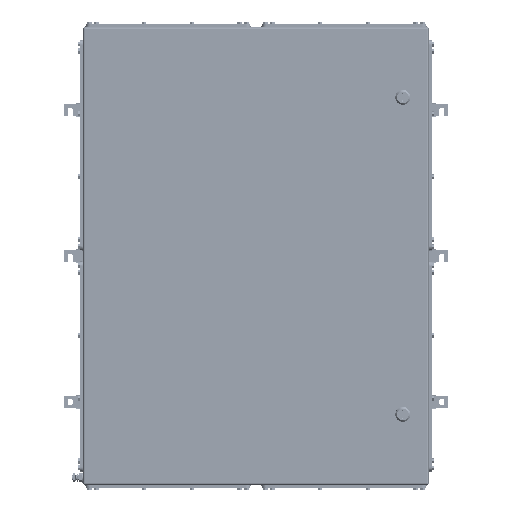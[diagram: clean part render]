
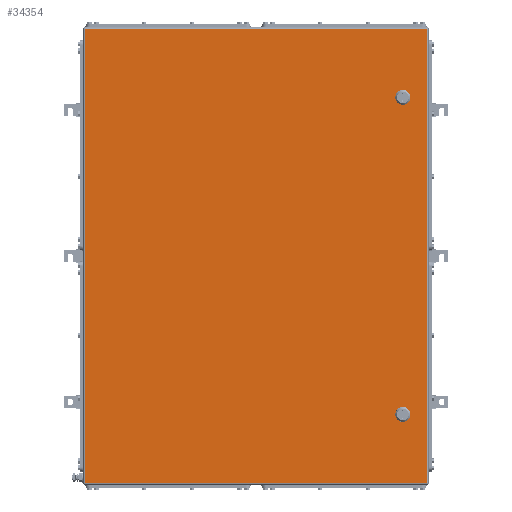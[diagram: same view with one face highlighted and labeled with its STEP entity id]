
A CAD part, top view. The second image highlights one B-rep face of the part: STEP entity #34354.
In plain terms, the highlighted planar face has unit normal (0, 0, 1).
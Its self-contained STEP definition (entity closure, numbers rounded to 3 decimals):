
#34142=AXIS2_PLACEMENT_3D('Circle Axis2P3D',#34140,#34141,$) ;
#34202=AXIS2_PLACEMENT_3D('Plane Axis2P3D',#34199,#34200,#34201) ;
#34240=AXIS2_PLACEMENT_3D('Circle Axis2P3D',#34238,#34239,$) ;
#34254=AXIS2_PLACEMENT_3D('Circle Axis2P3D',#34252,#34253,$) ;
#34268=AXIS2_PLACEMENT_3D('Circle Axis2P3D',#34266,#34267,$) ;
#34290=AXIS2_PLACEMENT_3D('Circle Axis2P3D',#34288,#34289,$) ;
#34306=AXIS2_PLACEMENT_3D('Circle Axis2P3D',#34304,#34305,$) ;
#34320=AXIS2_PLACEMENT_3D('Circle Axis2P3D',#34318,#34319,$) ;
#34334=AXIS2_PLACEMENT_3D('Circle Axis2P3D',#34332,#34333,$) ;
#34137=CARTESIAN_POINT('Vertex',(730.056,830.45,203.5)) ;
#34140=CARTESIAN_POINT('Axis2P3D Location',(725.,840.5,203.5)) ;
#34144=CARTESIAN_POINT('Vertex',(735.05,835.444,203.5)) ;
#34178=CARTESIAN_POINT('Vertex',(719.944,830.45,203.5)) ;
#34181=CARTESIAN_POINT('Line Origine',(725.,830.45,203.5)) ;
#34199=CARTESIAN_POINT('Axis2P3D Location',(410.5,501.,203.5)) ;
#34204=CARTESIAN_POINT('Line Origine',(410.5,987.5,203.5)) ;
#34208=CARTESIAN_POINT('Vertex',(777.,987.5,203.5)) ;
#34210=CARTESIAN_POINT('Vertex',(44.,987.5,203.5)) ;
#34213=CARTESIAN_POINT('Line Origine',(44.,501.,203.5)) ;
#34217=CARTESIAN_POINT('Vertex',(44.,14.5,203.5)) ;
#34220=CARTESIAN_POINT('Line Origine',(410.5,14.5,203.5)) ;
#34224=CARTESIAN_POINT('Vertex',(777.,14.5,203.5)) ;
#34227=CARTESIAN_POINT('Line Origine',(777.,501.,203.5)) ;
#34238=CARTESIAN_POINT('Axis2P3D Location',(725.,840.5,203.5)) ;
#34242=CARTESIAN_POINT('Vertex',(714.95,835.444,203.5)) ;
#34245=CARTESIAN_POINT('Line Origine',(714.95,840.5,203.5)) ;
#34249=CARTESIAN_POINT('Vertex',(714.95,845.556,203.5)) ;
#34252=CARTESIAN_POINT('Axis2P3D Location',(725.,840.5,203.5)) ;
#34256=CARTESIAN_POINT('Vertex',(719.944,850.55,203.5)) ;
#34259=CARTESIAN_POINT('Line Origine',(725.,850.55,203.5)) ;
#34263=CARTESIAN_POINT('Vertex',(730.056,850.55,203.5)) ;
#34266=CARTESIAN_POINT('Axis2P3D Location',(725.,840.5,203.5)) ;
#34270=CARTESIAN_POINT('Vertex',(735.05,845.556,203.5)) ;
#34273=CARTESIAN_POINT('Line Origine',(735.05,840.5,203.5)) ;
#34288=CARTESIAN_POINT('Axis2P3D Location',(725.,161.5,203.5)) ;
#34292=CARTESIAN_POINT('Vertex',(730.056,151.45,203.5)) ;
#34294=CARTESIAN_POINT('Vertex',(735.05,156.444,203.5)) ;
#34297=CARTESIAN_POINT('Line Origine',(725.,151.45,203.5)) ;
#34301=CARTESIAN_POINT('Vertex',(719.944,151.45,203.5)) ;
#34304=CARTESIAN_POINT('Axis2P3D Location',(725.,161.5,203.5)) ;
#34308=CARTESIAN_POINT('Vertex',(714.95,156.444,203.5)) ;
#34311=CARTESIAN_POINT('Line Origine',(714.95,161.5,203.5)) ;
#34315=CARTESIAN_POINT('Vertex',(714.95,166.556,203.5)) ;
#34318=CARTESIAN_POINT('Axis2P3D Location',(725.,161.5,203.5)) ;
#34322=CARTESIAN_POINT('Vertex',(719.944,171.55,203.5)) ;
#34325=CARTESIAN_POINT('Line Origine',(725.,171.55,203.5)) ;
#34329=CARTESIAN_POINT('Vertex',(730.056,171.55,203.5)) ;
#34332=CARTESIAN_POINT('Axis2P3D Location',(725.,161.5,203.5)) ;
#34336=CARTESIAN_POINT('Vertex',(735.05,166.556,203.5)) ;
#34339=CARTESIAN_POINT('Line Origine',(735.05,161.5,203.5)) ;
#34141=DIRECTION('Axis2P3D Direction',(0.,0.,1.)) ;
#34182=DIRECTION('Vector Direction',(1.,0.,0.)) ;
#34200=DIRECTION('Axis2P3D Direction',(0.,0.,1.)) ;
#34201=DIRECTION('Axis2P3D XDirection',(1.,0.,0.)) ;
#34205=DIRECTION('Vector Direction',(1.,0.,0.)) ;
#34214=DIRECTION('Vector Direction',(0.,-1.,0.)) ;
#34221=DIRECTION('Vector Direction',(1.,0.,0.)) ;
#34228=DIRECTION('Vector Direction',(0.,1.,0.)) ;
#34239=DIRECTION('Axis2P3D Direction',(0.,0.,1.)) ;
#34246=DIRECTION('Vector Direction',(0.,1.,0.)) ;
#34253=DIRECTION('Axis2P3D Direction',(0.,0.,1.)) ;
#34260=DIRECTION('Vector Direction',(1.,0.,0.)) ;
#34267=DIRECTION('Axis2P3D Direction',(0.,0.,1.)) ;
#34274=DIRECTION('Vector Direction',(0.,-1.,0.)) ;
#34289=DIRECTION('Axis2P3D Direction',(0.,0.,1.)) ;
#34298=DIRECTION('Vector Direction',(1.,0.,0.)) ;
#34305=DIRECTION('Axis2P3D Direction',(0.,0.,1.)) ;
#34312=DIRECTION('Vector Direction',(0.,1.,0.)) ;
#34319=DIRECTION('Axis2P3D Direction',(0.,0.,1.)) ;
#34326=DIRECTION('Vector Direction',(1.,0.,0.)) ;
#34333=DIRECTION('Axis2P3D Direction',(0.,0.,1.)) ;
#34340=DIRECTION('Vector Direction',(0.,-1.,0.)) ;
#34183=VECTOR('Line Direction',#34182,1.) ;
#34206=VECTOR('Line Direction',#34205,1.) ;
#34215=VECTOR('Line Direction',#34214,1.) ;
#34222=VECTOR('Line Direction',#34221,1.) ;
#34229=VECTOR('Line Direction',#34228,1.) ;
#34247=VECTOR('Line Direction',#34246,1.) ;
#34261=VECTOR('Line Direction',#34260,1.) ;
#34275=VECTOR('Line Direction',#34274,1.) ;
#34299=VECTOR('Line Direction',#34298,1.) ;
#34313=VECTOR('Line Direction',#34312,1.) ;
#34327=VECTOR('Line Direction',#34326,1.) ;
#34341=VECTOR('Line Direction',#34340,1.) ;
#34233=ORIENTED_EDGE('',*,*,#34212,.T.) ;
#34234=ORIENTED_EDGE('',*,*,#34219,.T.) ;
#34235=ORIENTED_EDGE('',*,*,#34226,.T.) ;
#34236=ORIENTED_EDGE('',*,*,#34231,.T.) ;
#34279=ORIENTED_EDGE('',*,*,#34185,.F.) ;
#34280=ORIENTED_EDGE('',*,*,#34244,.F.) ;
#34281=ORIENTED_EDGE('',*,*,#34251,.T.) ;
#34282=ORIENTED_EDGE('',*,*,#34258,.F.) ;
#34283=ORIENTED_EDGE('',*,*,#34265,.T.) ;
#34284=ORIENTED_EDGE('',*,*,#34272,.F.) ;
#34285=ORIENTED_EDGE('',*,*,#34277,.T.) ;
#34286=ORIENTED_EDGE('',*,*,#34146,.F.) ;
#34345=ORIENTED_EDGE('',*,*,#34296,.F.) ;
#34346=ORIENTED_EDGE('',*,*,#34303,.F.) ;
#34347=ORIENTED_EDGE('',*,*,#34310,.F.) ;
#34348=ORIENTED_EDGE('',*,*,#34317,.T.) ;
#34349=ORIENTED_EDGE('',*,*,#34324,.F.) ;
#34350=ORIENTED_EDGE('',*,*,#34331,.T.) ;
#34351=ORIENTED_EDGE('',*,*,#34338,.F.) ;
#34352=ORIENTED_EDGE('',*,*,#34343,.T.) ;
#34287=FACE_BOUND('',#34278,.T.) ;
#34353=FACE_BOUND('',#34344,.T.) ;
#34354=ADVANCED_FACE('Cover',(#34237,#34287,#34353),#34203,.T.) ;
#34143=CIRCLE('generated circle',#34142,11.25) ;
#34241=CIRCLE('generated circle',#34240,11.25) ;
#34255=CIRCLE('generated circle',#34254,11.25) ;
#34269=CIRCLE('generated circle',#34268,11.25) ;
#34291=CIRCLE('generated circle',#34290,11.25) ;
#34307=CIRCLE('generated circle',#34306,11.25) ;
#34321=CIRCLE('generated circle',#34320,11.25) ;
#34335=CIRCLE('generated circle',#34334,11.25) ;
#34146=EDGE_CURVE('',#34138,#34145,#34143,.T.) ;
#34185=EDGE_CURVE('',#34179,#34138,#34184,.T.) ;
#34212=EDGE_CURVE('',#34209,#34211,#34207,.F.) ;
#34219=EDGE_CURVE('',#34211,#34218,#34216,.T.) ;
#34226=EDGE_CURVE('',#34218,#34225,#34223,.T.) ;
#34231=EDGE_CURVE('',#34225,#34209,#34230,.T.) ;
#34244=EDGE_CURVE('',#34243,#34179,#34241,.T.) ;
#34251=EDGE_CURVE('',#34243,#34250,#34248,.T.) ;
#34258=EDGE_CURVE('',#34257,#34250,#34255,.T.) ;
#34265=EDGE_CURVE('',#34257,#34264,#34262,.T.) ;
#34272=EDGE_CURVE('',#34271,#34264,#34269,.T.) ;
#34277=EDGE_CURVE('',#34271,#34145,#34276,.T.) ;
#34296=EDGE_CURVE('',#34293,#34295,#34291,.T.) ;
#34303=EDGE_CURVE('',#34302,#34293,#34300,.T.) ;
#34310=EDGE_CURVE('',#34309,#34302,#34307,.T.) ;
#34317=EDGE_CURVE('',#34309,#34316,#34314,.T.) ;
#34324=EDGE_CURVE('',#34323,#34316,#34321,.T.) ;
#34331=EDGE_CURVE('',#34323,#34330,#34328,.T.) ;
#34338=EDGE_CURVE('',#34337,#34330,#34335,.T.) ;
#34343=EDGE_CURVE('',#34337,#34295,#34342,.T.) ;
#34232=EDGE_LOOP('',(#34233,#34234,#34235,#34236)) ;
#34278=EDGE_LOOP('',(#34279,#34280,#34281,#34282,#34283,#34284,#34285,#34286)) ;
#34344=EDGE_LOOP('',(#34345,#34346,#34347,#34348,#34349,#34350,#34351,#34352)) ;
#34237=FACE_OUTER_BOUND('',#34232,.T.) ;
#34184=LINE('Line',#34181,#34183) ;
#34207=LINE('Line',#34204,#34206) ;
#34216=LINE('Line',#34213,#34215) ;
#34223=LINE('Line',#34220,#34222) ;
#34230=LINE('Line',#34227,#34229) ;
#34248=LINE('Line',#34245,#34247) ;
#34262=LINE('Line',#34259,#34261) ;
#34276=LINE('Line',#34273,#34275) ;
#34300=LINE('Line',#34297,#34299) ;
#34314=LINE('Line',#34311,#34313) ;
#34328=LINE('Line',#34325,#34327) ;
#34342=LINE('Line',#34339,#34341) ;
#34203=PLANE('',#34202) ;
#34138=VERTEX_POINT('',#34137) ;
#34145=VERTEX_POINT('',#34144) ;
#34179=VERTEX_POINT('',#34178) ;
#34209=VERTEX_POINT('',#34208) ;
#34211=VERTEX_POINT('',#34210) ;
#34218=VERTEX_POINT('',#34217) ;
#34225=VERTEX_POINT('',#34224) ;
#34243=VERTEX_POINT('',#34242) ;
#34250=VERTEX_POINT('',#34249) ;
#34257=VERTEX_POINT('',#34256) ;
#34264=VERTEX_POINT('',#34263) ;
#34271=VERTEX_POINT('',#34270) ;
#34293=VERTEX_POINT('',#34292) ;
#34295=VERTEX_POINT('',#34294) ;
#34302=VERTEX_POINT('',#34301) ;
#34309=VERTEX_POINT('',#34308) ;
#34316=VERTEX_POINT('',#34315) ;
#34323=VERTEX_POINT('',#34322) ;
#34330=VERTEX_POINT('',#34329) ;
#34337=VERTEX_POINT('',#34336) ;
